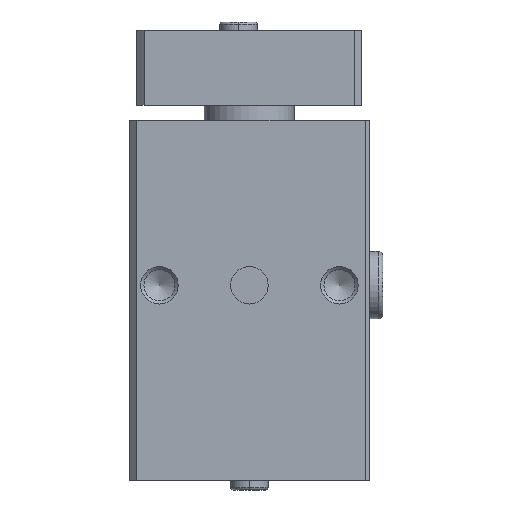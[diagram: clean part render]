
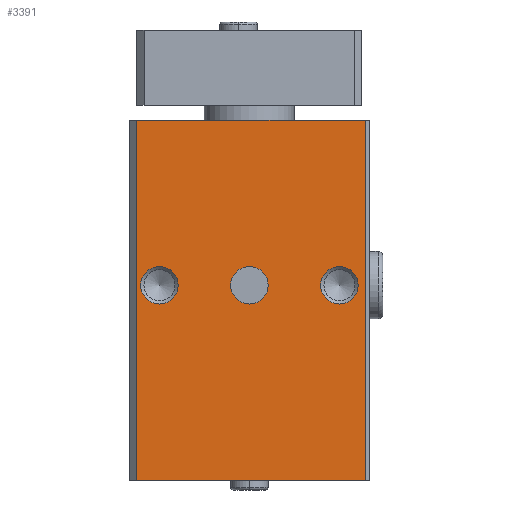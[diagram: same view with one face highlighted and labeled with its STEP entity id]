
A CAD part, left-side view. The second image highlights one B-rep face of the part: STEP entity #3391.
In plain terms, the highlighted face is planar.
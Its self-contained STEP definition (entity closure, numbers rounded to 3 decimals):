
#252=LINE('',#5411,#447);
#253=LINE('',#5414,#448);
#254=LINE('',#5416,#449);
#255=LINE('',#5418,#450);
#447=VECTOR('',#4213,1000.);
#448=VECTOR('',#4214,1000.);
#449=VECTOR('',#4215,1000.);
#450=VECTOR('',#4216,1000.);
#652=ORIENTED_EDGE('',*,*,#1555,.T.);
#653=ORIENTED_EDGE('',*,*,#1556,.T.);
#654=ORIENTED_EDGE('',*,*,#1557,.T.);
#655=ORIENTED_EDGE('',*,*,#1558,.F.);
#656=ORIENTED_EDGE('',*,*,#1559,.F.);
#657=ORIENTED_EDGE('',*,*,#1560,.T.);
#658=ORIENTED_EDGE('',*,*,#1561,.T.);
#1555=EDGE_CURVE('',#2006,#2006,#2332,.T.);
#1556=EDGE_CURVE('',#2007,#2007,#2333,.T.);
#1557=EDGE_CURVE('',#2008,#2008,#2334,.T.);
#1558=EDGE_CURVE('',#2009,#2010,#252,.T.);
#1559=EDGE_CURVE('',#2011,#2009,#253,.T.);
#1560=EDGE_CURVE('',#2011,#2012,#254,.T.);
#1561=EDGE_CURVE('',#2012,#2010,#255,.T.);
#2006=VERTEX_POINT('',#5406);
#2007=VERTEX_POINT('',#5408);
#2008=VERTEX_POINT('',#5410);
#2009=VERTEX_POINT('',#5412);
#2010=VERTEX_POINT('',#5413);
#2011=VERTEX_POINT('',#5415);
#2012=VERTEX_POINT('',#5417);
#2332=CIRCLE('',#3694,2.5);
#2333=CIRCLE('',#3695,2.5);
#2334=CIRCLE('',#3696,2.5);
#2576=EDGE_LOOP('',(#652));
#2577=EDGE_LOOP('',(#653));
#2578=EDGE_LOOP('',(#654));
#2579=EDGE_LOOP('',(#655,#656,#657,#658));
#2936=FACE_BOUND('',#2576,.T.);
#2937=FACE_BOUND('',#2577,.T.);
#2938=FACE_BOUND('',#2578,.T.);
#2939=FACE_BOUND('',#2579,.T.);
#3299=PLANE('',#3693);
#3391=ADVANCED_FACE('',(#2936,#2937,#2938,#2939),#3299,.T.);
#3693=AXIS2_PLACEMENT_3D('',#5404,#4205,#4206);
#3694=AXIS2_PLACEMENT_3D('',#5405,#4207,#4208);
#3695=AXIS2_PLACEMENT_3D('',#5407,#4209,#4210);
#3696=AXIS2_PLACEMENT_3D('',#5409,#4211,#4212);
#4205=DIRECTION('',(0.,0.,1.));
#4206=DIRECTION('',(1.,0.,0.));
#4207=DIRECTION('',(0.,0.,-1.));
#4208=DIRECTION('',(-1.,0.,0.));
#4209=DIRECTION('',(0.,0.,-1.));
#4210=DIRECTION('',(-1.,0.,0.));
#4211=DIRECTION('',(0.,0.,-1.));
#4212=DIRECTION('',(-1.,0.,0.));
#4213=DIRECTION('',(0.,-1.,0.));
#4214=DIRECTION('',(1.,0.,0.));
#4215=DIRECTION('',(0.,-1.,0.));
#4216=DIRECTION('',(1.,0.,0.));
#5404=CARTESIAN_POINT('',(-48.,14.6,33.5));
#5405=CARTESIAN_POINT('',(-22.,-1.45,33.5));
#5406=CARTESIAN_POINT('',(-24.5,-1.45,33.5));
#5407=CARTESIAN_POINT('',(-22.,10.55,33.5));
#5408=CARTESIAN_POINT('',(-24.5,10.55,33.5));
#5409=CARTESIAN_POINT('',(-22.,-13.45,33.5));
#5410=CARTESIAN_POINT('',(-24.5,-13.45,33.5));
#5411=CARTESIAN_POINT('',(0.,14.6,33.5));
#5412=CARTESIAN_POINT('',(0.,13.6,33.5));
#5413=CARTESIAN_POINT('',(0.,-16.9,33.5));
#5414=CARTESIAN_POINT('',(-48.,13.6,33.5));
#5415=CARTESIAN_POINT('',(-48.,13.6,33.5));
#5416=CARTESIAN_POINT('',(-48.,14.6,33.5));
#5417=CARTESIAN_POINT('',(-48.,-16.9,33.5));
#5418=CARTESIAN_POINT('',(-48.,-16.9,33.5));
